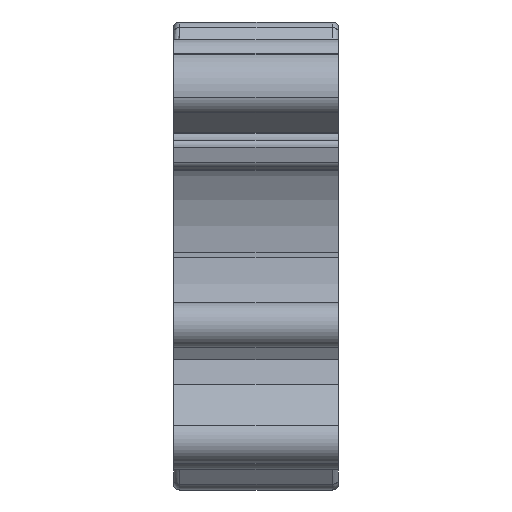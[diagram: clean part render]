
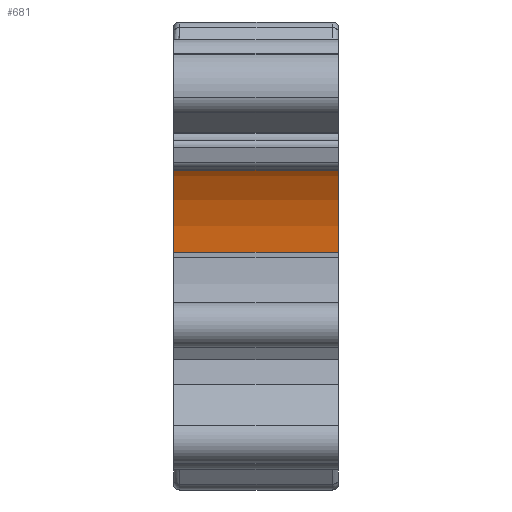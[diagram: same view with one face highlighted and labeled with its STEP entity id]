
A CAD part, top view. The second image highlights one B-rep face of the part: STEP entity #681.
In plain terms, the highlighted cylindrical face has radius 5.334 mm (diameter 10.668 mm), a partial arc.
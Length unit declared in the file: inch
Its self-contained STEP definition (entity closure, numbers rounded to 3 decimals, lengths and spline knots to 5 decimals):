
#239=CYLINDRICAL_SURFACE('',#4690,0.21);
#681=ADVANCED_FACE('',(#1005),#239,.F.);
#1005=FACE_OUTER_BOUND('',#1259,.T.);
#1259=EDGE_LOOP('',(#2684,#2685,#2686,#2687));
#1293=CIRCLE('',#4270,0.21);
#1328=CIRCLE('',#4306,0.21);
#2684=ORIENTED_EDGE('',*,*,#3736,.F.);
#2685=ORIENTED_EDGE('',*,*,#3261,.T.);
#2686=ORIENTED_EDGE('',*,*,#3759,.T.);
#2687=ORIENTED_EDGE('',*,*,#3212,.F.);
#2823=VERTEX_POINT('',#6012);
#2824=VERTEX_POINT('',#6014);
#2870=VERTEX_POINT('',#6109);
#2871=VERTEX_POINT('',#6111);
#3212=EDGE_CURVE('',#2823,#2824,#1293,.T.);
#3261=EDGE_CURVE('',#2871,#2870,#1328,.T.);
#3736=EDGE_CURVE('',#2871,#2823,#3967,.T.);
#3759=EDGE_CURVE('',#2870,#2824,#3990,.T.);
#3967=LINE('',#9124,#4200);
#3990=LINE('',#9169,#4223);
#4200=VECTOR('',#5758,1.);
#4223=VECTOR('',#5825,1.);
#4270=AXIS2_PLACEMENT_3D('',#6013,#4814,#4815);
#4306=AXIS2_PLACEMENT_3D('',#6110,#4900,#4901);
#4690=AXIS2_PLACEMENT_3D('',#9171,#5828,#5829);
#4814=DIRECTION('',(1.,0.,0.));
#4815=DIRECTION('',(0.,0.,-1.));
#4900=DIRECTION('',(1.,0.,0.));
#4901=DIRECTION('',(0.,0.,-1.));
#5758=DIRECTION('',(-1.,0.,0.));
#5825=DIRECTION('',(-1.,0.,0.));
#5828=DIRECTION('',(-1.,0.,0.));
#5829=DIRECTION('',(0.,0.,1.));
#6012=CARTESIAN_POINT('',(-0.11,3.0034,0.72175));
#6013=CARTESIAN_POINT('',(-0.11,3.,0.93173));
#6014=CARTESIAN_POINT('',(-0.11,3.11356,1.10838));
#6109=CARTESIAN_POINT('',(0.11,3.11356,1.10838));
#6110=CARTESIAN_POINT('',(0.11,3.,0.93173));
#6111=CARTESIAN_POINT('',(0.11,3.0034,0.72175));
#9124=CARTESIAN_POINT('',(0.11,3.0034,0.72175));
#9169=CARTESIAN_POINT('',(0.11,3.11356,1.10838));
#9171=CARTESIAN_POINT('',(0.11,3.,0.93173));
